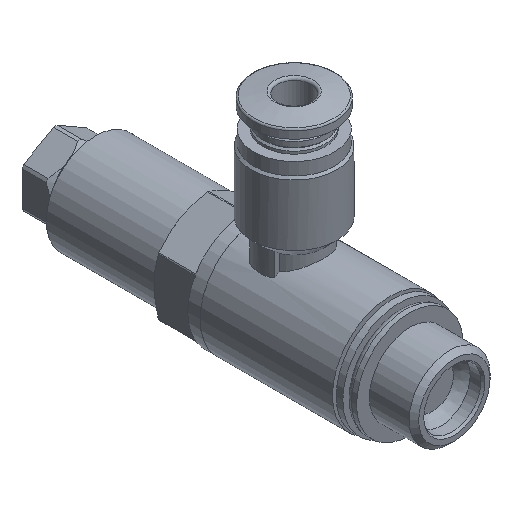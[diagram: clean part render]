
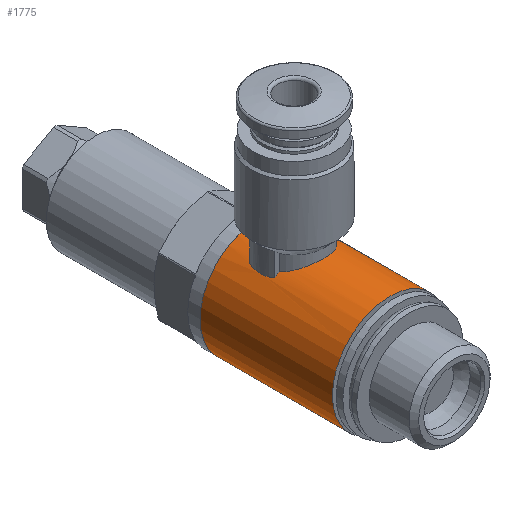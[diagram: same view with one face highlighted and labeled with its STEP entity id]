
A CAD part, isometric view. The second image highlights one B-rep face of the part: STEP entity #1775.
In plain terms, the highlighted cylindrical face has radius 6.9 mm (diameter 13.8 mm), a full revolution.
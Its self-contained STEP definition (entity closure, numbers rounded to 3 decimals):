
#168=B_SPLINE_CURVE_WITH_KNOTS('',3,(#2439,#2440,#2441,#2442,#2443,#2444,
#2445),.UNSPECIFIED.,.F.,.F.,(4,1,1,1,4),(0.013,0.015,
0.017,0.019,0.021),.UNSPECIFIED.);
#169=B_SPLINE_CURVE_WITH_KNOTS('',3,(#2449,#2450,#2451,#2452,#2453),
 .UNSPECIFIED.,.F.,.F.,(4,1,4),(0.,0.002,0.003),
 .UNSPECIFIED.);
#170=B_SPLINE_CURVE_WITH_KNOTS('',3,(#2457,#2458,#2459,#2460,#2461,#2462,
#2463),.UNSPECIFIED.,.F.,.F.,(4,1,1,1,4),(0.002,0.004,
0.006,0.008,0.01),
 .UNSPECIFIED.);
#171=B_SPLINE_CURVE_WITH_KNOTS('',3,(#2467,#2468,#2469,#2470,#2471),
 .UNSPECIFIED.,.F.,.F.,(4,1,4),(0.,0.002,0.003),
 .UNSPECIFIED.);
#194=ORIENTED_EDGE('',*,*,#502,.F.);
#195=ORIENTED_EDGE('',*,*,#503,.T.);
#196=ORIENTED_EDGE('',*,*,#504,.F.);
#197=ORIENTED_EDGE('',*,*,#505,.F.);
#198=ORIENTED_EDGE('',*,*,#506,.F.);
#199=ORIENTED_EDGE('',*,*,#507,.F.);
#200=ORIENTED_EDGE('',*,*,#508,.F.);
#201=ORIENTED_EDGE('',*,*,#509,.F.);
#202=ORIENTED_EDGE('',*,*,#510,.F.);
#203=ORIENTED_EDGE('',*,*,#511,.F.);
#502=EDGE_CURVE('',#656,#656,#772,.T.);
#503=EDGE_CURVE('',#657,#657,#773,.T.);
#504=EDGE_CURVE('',#658,#659,#774,.T.);
#505=EDGE_CURVE('',#660,#658,#168,.T.);
#506=EDGE_CURVE('',#661,#660,#775,.T.);
#507=EDGE_CURVE('',#662,#661,#169,.T.);
#508=EDGE_CURVE('',#663,#662,#776,.T.);
#509=EDGE_CURVE('',#664,#663,#170,.T.);
#510=EDGE_CURVE('',#665,#664,#777,.T.);
#511=EDGE_CURVE('',#659,#665,#171,.T.);
#656=VERTEX_POINT('',#2433);
#657=VERTEX_POINT('',#2435);
#658=VERTEX_POINT('',#2437);
#659=VERTEX_POINT('',#2438);
#660=VERTEX_POINT('',#2446);
#661=VERTEX_POINT('',#2448);
#662=VERTEX_POINT('',#2454);
#663=VERTEX_POINT('',#2456);
#664=VERTEX_POINT('',#2464);
#665=VERTEX_POINT('',#2466);
#772=CIRCLE('',#1869,6.9);
#773=CIRCLE('',#1870,6.9);
#774=CIRCLE('',#1871,6.9);
#775=CIRCLE('',#1872,6.9);
#776=CIRCLE('',#1873,6.9);
#777=CIRCLE('',#1874,6.9);
#856=EDGE_LOOP('',(#194));
#857=EDGE_LOOP('',(#195));
#858=EDGE_LOOP('',(#196,#197,#198,#199,#200,#201,#202,#203));
#992=FACE_BOUND('',#856,.T.);
#993=FACE_BOUND('',#857,.T.);
#994=FACE_BOUND('',#858,.T.);
#1128=CYLINDRICAL_SURFACE('',#1868,6.9);
#1775=ADVANCED_FACE('',(#992,#993,#994),#1128,.T.);
#1868=AXIS2_PLACEMENT_3D('',#2431,#2042,#2043);
#1869=AXIS2_PLACEMENT_3D('',#2432,#2044,#2045);
#1870=AXIS2_PLACEMENT_3D('',#2434,#2046,#2047);
#1871=AXIS2_PLACEMENT_3D('',#2436,#2048,#2049);
#1872=AXIS2_PLACEMENT_3D('',#2447,#2050,#2051);
#1873=AXIS2_PLACEMENT_3D('',#2455,#2052,#2053);
#1874=AXIS2_PLACEMENT_3D('',#2465,#2054,#2055);
#2042=DIRECTION('',(0.,-1.,0.));
#2043=DIRECTION('',(0.,0.,-1.));
#2044=DIRECTION('',(0.,-1.,0.));
#2045=DIRECTION('',(0.,0.,-1.));
#2046=DIRECTION('',(0.,-1.,0.));
#2047=DIRECTION('',(0.,0.,-1.));
#2048=DIRECTION('',(0.,-1.,0.));
#2049=DIRECTION('',(0.,0.,-1.));
#2050=DIRECTION('',(0.,-1.,0.));
#2051=DIRECTION('',(0.,0.,-1.));
#2052=DIRECTION('',(0.,1.,0.));
#2053=DIRECTION('',(0.,0.,1.));
#2054=DIRECTION('',(0.,1.,0.));
#2055=DIRECTION('',(0.,0.,1.));
#2431=CARTESIAN_POINT('',(0.,-5.35,0.));
#2432=CARTESIAN_POINT('',(0.,2.4,0.));
#2433=CARTESIAN_POINT('',(0.,2.4,-6.9));
#2434=CARTESIAN_POINT('',(0.,18.3,0.));
#2435=CARTESIAN_POINT('',(0.,18.3,-6.9));
#2436=CARTESIAN_POINT('',(0.,15.4,0.));
#2437=CARTESIAN_POINT('',(-3.273,15.4,6.075));
#2438=CARTESIAN_POINT('',(-3.816,15.4,5.749));
#2439=CARTESIAN_POINT('',(3.273,15.4,6.075));
#2440=CARTESIAN_POINT('',(2.987,16.023,6.228));
#2441=CARTESIAN_POINT('',(2.085,17.073,6.665));
#2442=CARTESIAN_POINT('',(0.006,17.713,7.017));
#2443=CARTESIAN_POINT('',(-2.084,17.077,6.666));
#2444=CARTESIAN_POINT('',(-2.989,16.02,6.228));
#2445=CARTESIAN_POINT('',(-3.273,15.4,6.075));
#2446=CARTESIAN_POINT('',(3.273,15.4,6.075));
#2447=CARTESIAN_POINT('',(0.,15.4,0.));
#2448=CARTESIAN_POINT('',(3.816,15.4,5.749));
#2449=CARTESIAN_POINT('',(3.816,12.4,5.749));
#2450=CARTESIAN_POINT('',(4.001,12.871,5.626));
#2451=CARTESIAN_POINT('',(4.199,13.898,5.474));
#2452=CARTESIAN_POINT('',(4.001,14.928,5.626));
#2453=CARTESIAN_POINT('',(3.816,15.4,5.749));
#2454=CARTESIAN_POINT('',(3.816,12.4,5.749));
#2455=CARTESIAN_POINT('',(0.,12.4,0.));
#2456=CARTESIAN_POINT('',(3.273,12.4,6.075));
#2457=CARTESIAN_POINT('',(-3.273,12.4,6.075));
#2458=CARTESIAN_POINT('',(-2.988,11.78,6.228));
#2459=CARTESIAN_POINT('',(-2.081,10.723,6.666));
#2460=CARTESIAN_POINT('',(-0.008,10.089,7.017));
#2461=CARTESIAN_POINT('',(2.085,10.722,6.667));
#2462=CARTESIAN_POINT('',(2.99,11.783,6.227));
#2463=CARTESIAN_POINT('',(3.273,12.4,6.075));
#2464=CARTESIAN_POINT('',(-3.273,12.4,6.075));
#2465=CARTESIAN_POINT('',(0.,12.4,0.));
#2466=CARTESIAN_POINT('',(-3.816,12.4,5.749));
#2467=CARTESIAN_POINT('',(-3.816,15.4,5.749));
#2468=CARTESIAN_POINT('',(-4.001,14.929,5.626));
#2469=CARTESIAN_POINT('',(-4.199,13.902,5.474));
#2470=CARTESIAN_POINT('',(-4.001,12.872,5.626));
#2471=CARTESIAN_POINT('',(-3.816,12.4,5.749));
